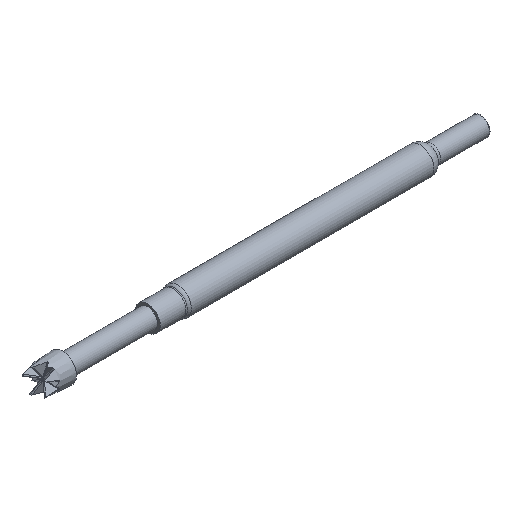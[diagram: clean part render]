
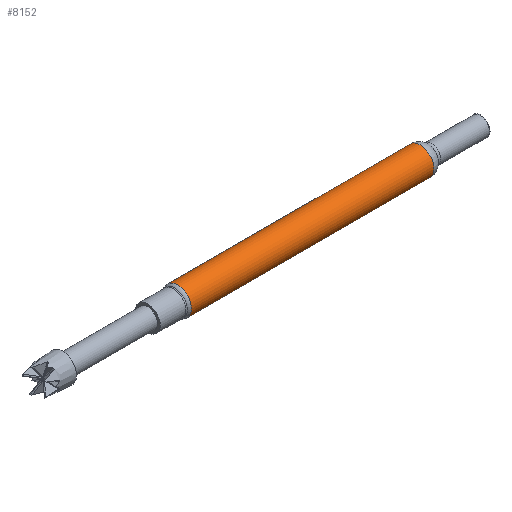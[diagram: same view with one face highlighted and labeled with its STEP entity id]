
A CAD part, isometric view. The second image highlights one B-rep face of the part: STEP entity #8152.
In plain terms, the highlighted cylindrical face has radius 0.683 mm (diameter 1.367 mm), a full revolution.
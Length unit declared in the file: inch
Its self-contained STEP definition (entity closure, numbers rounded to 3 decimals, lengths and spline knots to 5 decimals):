
#201 = VERTEX_POINT ( 'NONE', #1628 ) ;
#397 = CARTESIAN_POINT ( 'NONE',  ( 0.53, 0., 0.0269 ) ) ;
#1252 = DIRECTION ( 'NONE',  ( -1., 0., 0. ) ) ;
#1628 = CARTESIAN_POINT ( 'NONE',  ( 0.05807, 0., -0.0269 ) ) ;
#3508 = FACE_OUTER_BOUND ( 'NONE', #14090, .T. ) ;
#3943 = CYLINDRICAL_SURFACE ( 'NONE', #4067, 0.0269 ) ;
#4026 = EDGE_CURVE ( 'NONE', #12079, #12079, #8210, .T. ) ;
#4067 = AXIS2_PLACEMENT_3D ( 'NONE', #10958, #12166, #16794 ) ;
#5658 = EDGE_CURVE ( 'NONE', #201, #201, #8980, .T. ) ;
#7111 = ORIENTED_EDGE ( 'NONE', *, *, #4026, .T. ) ;
#7311 = AXIS2_PLACEMENT_3D ( 'NONE', #9553, #1252, #16209 ) ;
#7873 = DIRECTION ( 'NONE',  ( 1., 0., 0. ) ) ;
#8152 = ADVANCED_FACE ( 'NONE', ( #16455, #3508 ), #3943, .T. ) ;
#8210 = CIRCLE ( 'NONE', #7311, 0.0269 ) ;
#8351 = EDGE_LOOP ( 'NONE', ( #7111 ) ) ;
#8980 = CIRCLE ( 'NONE', #16159, 0.0269 ) ;
#9553 = CARTESIAN_POINT ( 'NONE',  ( 0.53, 0., 0. ) ) ;
#10958 = CARTESIAN_POINT ( 'NONE',  ( 0., 0., 0. ) ) ;
#12079 = VERTEX_POINT ( 'NONE', #397 ) ;
#12166 = DIRECTION ( 'NONE',  ( -1., 0., 0. ) ) ;
#14090 = EDGE_LOOP ( 'NONE', ( #14853 ) ) ;
#14640 = DIRECTION ( 'NONE',  ( 0., 0., -1. ) ) ;
#14853 = ORIENTED_EDGE ( 'NONE', *, *, #5658, .T. ) ;
#16159 = AXIS2_PLACEMENT_3D ( 'NONE', #17040, #7873, #14640 ) ;
#16209 = DIRECTION ( 'NONE',  ( 0., 0., 1. ) ) ;
#16455 = FACE_OUTER_BOUND ( 'NONE', #8351, .T. ) ;
#16794 = DIRECTION ( 'NONE',  ( 0., 0., 1. ) ) ;
#17040 = CARTESIAN_POINT ( 'NONE',  ( 0.05807, 0., 0. ) ) ;
